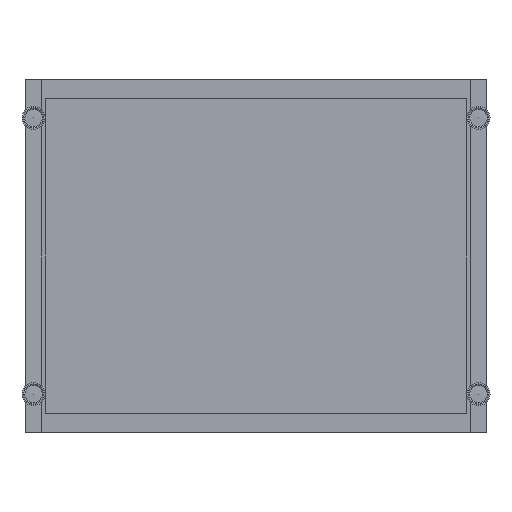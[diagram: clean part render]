
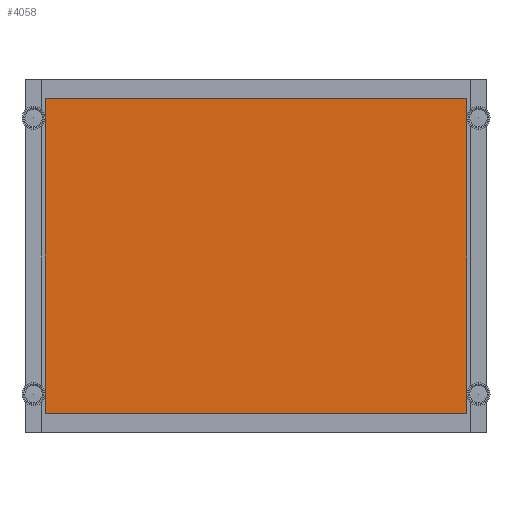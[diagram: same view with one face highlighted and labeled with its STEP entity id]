
A CAD part, front view. The second image highlights one B-rep face of the part: STEP entity #4058.
In plain terms, the highlighted planar face has unit normal (0, -1, 0).
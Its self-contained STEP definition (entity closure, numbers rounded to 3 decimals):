
#174 = ORIENTED_EDGE ( 'NONE', *, *, #3713, .F. ) ;
#335 = LINE ( 'NONE', #1961, #7152 ) ;
#801 = CARTESIAN_POINT ( 'NONE',  ( 280., 0., 210. ) ) ;
#1441 = CARTESIAN_POINT ( 'NONE',  ( -280., 0., 210. ) ) ;
#1467 = LINE ( 'NONE', #801, #2404 ) ;
#1696 = EDGE_LOOP ( 'NONE', ( #7392, #3739, #8087, #174 ) ) ;
#1961 = CARTESIAN_POINT ( 'NONE',  ( -280., 0., 210. ) ) ;
#2144 = LINE ( 'NONE', #6096, #5297 ) ;
#2404 = VECTOR ( 'NONE', #7561, 1000. ) ;
#3287 = CARTESIAN_POINT ( 'NONE',  ( -280., 0., -210. ) ) ;
#3713 = EDGE_CURVE ( 'NONE', #4903, #8605, #2144, .T. ) ;
#3722 = VERTEX_POINT ( 'NONE', #1441 ) ;
#3739 = ORIENTED_EDGE ( 'NONE', *, *, #6141, .F. ) ;
#4058 = ADVANCED_FACE ( 'NONE', ( #9592 ), #6553, .T. ) ;
#4376 = CARTESIAN_POINT ( 'NONE',  ( 280., 0., -210. ) ) ;
#4466 = DIRECTION ( 'NONE',  ( 1., 0., 0. ) ) ;
#4903 = VERTEX_POINT ( 'NONE', #4376 ) ;
#5041 = EDGE_CURVE ( 'NONE', #7122, #4903, #1467, .T. ) ;
#5271 = LINE ( 'NONE', #6789, #7817 ) ;
#5297 = VECTOR ( 'NONE', #9865, 1000. ) ;
#5454 = AXIS2_PLACEMENT_3D ( 'NONE', #9084, #7465, #5942 ) ;
#5942 = DIRECTION ( 'NONE',  ( 0., 0., -1. ) ) ;
#6096 = CARTESIAN_POINT ( 'NONE',  ( -280., 0., -210. ) ) ;
#6141 = EDGE_CURVE ( 'NONE', #3722, #7122, #5271, .T. ) ;
#6211 = CARTESIAN_POINT ( 'NONE',  ( 280., 0., 210. ) ) ;
#6553 = PLANE ( 'NONE',  #5454 ) ;
#6628 = DIRECTION ( 'NONE',  ( 0., 0., 1. ) ) ;
#6789 = CARTESIAN_POINT ( 'NONE',  ( -280., 0., 210. ) ) ;
#7122 = VERTEX_POINT ( 'NONE', #6211 ) ;
#7152 = VECTOR ( 'NONE', #6628, 1000. ) ;
#7392 = ORIENTED_EDGE ( 'NONE', *, *, #5041, .F. ) ;
#7465 = DIRECTION ( 'NONE',  ( 0., -1., 0. ) ) ;
#7561 = DIRECTION ( 'NONE',  ( 0., 0., -1. ) ) ;
#7817 = VECTOR ( 'NONE', #4466, 1000. ) ;
#8087 = ORIENTED_EDGE ( 'NONE', *, *, #9929, .F. ) ;
#8605 = VERTEX_POINT ( 'NONE', #3287 ) ;
#9084 = CARTESIAN_POINT ( 'NONE',  ( 0., 0., 0. ) ) ;
#9592 = FACE_OUTER_BOUND ( 'NONE', #1696, .T. ) ;
#9865 = DIRECTION ( 'NONE',  ( -1., 0., 0. ) ) ;
#9929 = EDGE_CURVE ( 'NONE', #8605, #3722, #335, .T. ) ;
